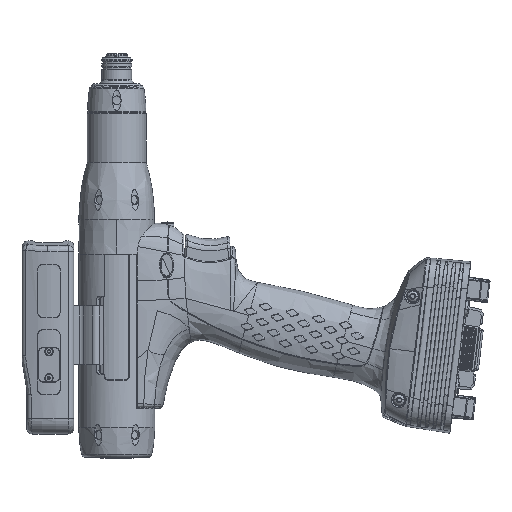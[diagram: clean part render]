
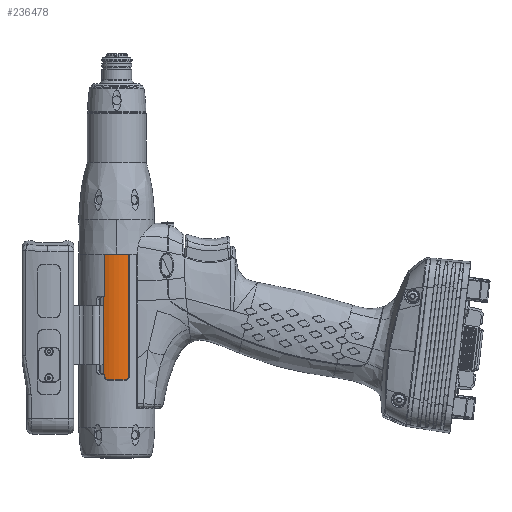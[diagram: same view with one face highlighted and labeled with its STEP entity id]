
A CAD part, left-side view. The second image highlights one B-rep face of the part: STEP entity #236478.
In plain terms, the highlighted cylindrical face has radius 18 mm (diameter 36 mm), a partial arc.
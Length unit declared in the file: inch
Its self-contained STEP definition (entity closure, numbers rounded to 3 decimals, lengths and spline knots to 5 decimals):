
#209184=CARTESIAN_POINT('',(-0.0315,0.00787,
-1.72441));
#209185=DIRECTION('',(0.,0.,-1.));
#209186=DIRECTION('',(-0.934,0.357,0.));
#209187=AXIS2_PLACEMENT_3D('',#209184,#209185,#209186);
#209468=CARTESIAN_POINT('',(-0.0315,0.00787,
-3.30315));
#209469=DIRECTION('',(0.,0.,-1.));
#209470=DIRECTION('',(-0.934,0.357,0.));
#209471=AXIS2_PLACEMENT_3D('',#209468,#209469,#209470);
#209494=CARTESIAN_POINT('',(-0.0315,0.00787,
-0.87795));
#209495=DIRECTION('',(0.,0.,-1.));
#209496=DIRECTION('',(-0.93,-0.367,0.));
#209497=AXIS2_PLACEMENT_3D('',#209494,#209495,#209496);
#209499=DIRECTION('',(0.,0.,-1.));
#209500=VECTOR('',#209499,2.46063);
#209501=CARTESIAN_POINT('',(-0.6908,-0.25197,
-0.87795));
#209502=LINE('',#209501,#209500);
#209503=CARTESIAN_POINT('',(-0.72153,-0.15354,
-3.43701));
#209504=CARTESIAN_POINT('',(-0.71998,-0.16018,
-3.43701));
#209505=CARTESIAN_POINT('',(-0.71674,-0.17315,
-3.4357));
#209506=CARTESIAN_POINT('',(-0.71147,-0.19202,
-3.42988));
#209507=CARTESIAN_POINT('',(-0.70617,-0.20917,
-3.42055));
#209508=CARTESIAN_POINT('',(-0.70119,-0.22401,
-3.40818));
#209509=CARTESIAN_POINT('',(-0.69687,-0.23609,
-3.39331));
#209510=CARTESIAN_POINT('',(-0.6935,-0.24506,
-3.37647));
#209511=CARTESIAN_POINT('',(-0.69131,-0.25068,
-3.35796));
#209512=CARTESIAN_POINT('',(-0.6908,-0.25197,
-3.34515));
#209513=CARTESIAN_POINT('',(-0.6908,-0.25197,
-3.33858));
#209515=CARTESIAN_POINT('',(-0.72153,-0.15354,
-3.43701));
#209516=CARTESIAN_POINT('',(-0.72974,-0.11842,
-3.43701));
#209517=CARTESIAN_POINT('',(-0.74064,-0.04791,
-3.43695));
#209518=CARTESIAN_POINT('',(-0.74107,0.06015,
-3.43721));
#209519=CARTESIAN_POINT('',(-0.7301,0.13061,
-3.43657));
#209520=CARTESIAN_POINT('',(-0.72206,0.16575,
-3.43657));
#209522=DIRECTION('',(0.,0.,1.));
#209523=VECTOR('',#209522,1.57874);
#209524=CARTESIAN_POINT('',(-0.6908,0.26772,
-3.30315));
#209525=LINE('',#209524,#209523);
#209557=DIRECTION('',(0.,0.,-1.));
#209558=VECTOR('',#209557,0.84646);
#209559=CARTESIAN_POINT('',(-0.69336,0.26114,
-0.87795));
#209560=LINE('',#209559,#209558);
#209640=DIRECTION('',(0.,0.,-1.));
#209641=VECTOR('',#209640,0.0315);
#209642=CARTESIAN_POINT('',(-0.69336,0.26114,
-3.30315));
#209643=LINE('',#209642,#209641);
#209653=CARTESIAN_POINT('',(-0.69336,0.26114,
-3.33465));
#209654=CARTESIAN_POINT('',(-0.69336,0.26114,
-3.34327));
#209655=CARTESIAN_POINT('',(-0.6941,0.25921,
-3.35996));
#209656=CARTESIAN_POINT('',(-0.69745,0.25027,
-3.38439));
#209657=CARTESIAN_POINT('',(-0.70248,0.23612,
-3.40498));
#209658=CARTESIAN_POINT('',(-0.70841,0.21785,
-3.42117));
#209659=CARTESIAN_POINT('',(-0.71536,0.19482,
-3.43229));
#209660=CARTESIAN_POINT('',(-0.71972,0.17599,
-3.43655));
#209661=CARTESIAN_POINT('',(-0.72206,0.16575,
-3.43657));
#231521=VERTEX_POINT('',#209503);
#231522=VERTEX_POINT('',#209513);
#231527=CARTESIAN_POINT('',(-0.69336,0.26114,
-1.72441));
#231528=CARTESIAN_POINT('',(-0.6908,0.26772,
-1.72441));
#231529=VERTEX_POINT('',#231527);
#231530=VERTEX_POINT('',#231528);
#231535=CARTESIAN_POINT('',(-0.69336,0.26114,
-3.30315));
#231536=CARTESIAN_POINT('',(-0.6908,0.26772,
-3.30315));
#231537=VERTEX_POINT('',#231535);
#231538=VERTEX_POINT('',#231536);
#231541=CARTESIAN_POINT('',(-0.69336,0.26114,
-3.33465));
#231542=VERTEX_POINT('',#231541);
#231543=VERTEX_POINT('',#209661);
#231718=CARTESIAN_POINT('',(-0.69336,0.26114,
-0.87795));
#231719=VERTEX_POINT('',#231718);
#231763=CARTESIAN_POINT('',(-0.6908,-0.25197,
-0.87795));
#231764=VERTEX_POINT('',#231763);
#236455=CARTESIAN_POINT('',(-0.0315,0.00787,
-3.98819));
#236456=DIRECTION('',(0.,0.,-1.));
#236457=DIRECTION('',(0.,-1.,0.));
#236458=AXIS2_PLACEMENT_3D('',#236455,#236456,#236457);
#236459=CYLINDRICAL_SURFACE('',#236458,0.70866);
#236461=ORIENTED_EDGE('',*,*,#236460,.F.);
#236463=ORIENTED_EDGE('',*,*,#236462,.T.);
#236465=ORIENTED_EDGE('',*,*,#236464,.F.);
#236466=ORIENTED_EDGE('',*,*,#236149,.T.);
#236468=ORIENTED_EDGE('',*,*,#236467,.F.);
#236470=ORIENTED_EDGE('',*,*,#236469,.F.);
#236471=ORIENTED_EDGE('',*,*,#236422,.T.);
#236472=ORIENTED_EDGE('',*,*,#236448,.T.);
#236473=ORIENTED_EDGE('',*,*,#236003,.F.);
#236475=ORIENTED_EDGE('',*,*,#236474,.F.);
#236476=EDGE_LOOP('',(#236461,#236463,#236465,#236466,#236468,#236470,#236471,
#236472,#236473,#236475));
#236477=FACE_OUTER_BOUND('',#236476,.F.);
#236478=ADVANCED_FACE('',(#236477),#236459,.T.);
#209188=CIRCLE('',#209187,0.70866);
#209472=CIRCLE('',#209471,0.70866);
#209498=CIRCLE('',#209497,0.70866);
#209514=B_SPLINE_CURVE_WITH_KNOTS('',3,(#209503,#209504,#209505,#209506,#209507,
#209508,#209509,#209510,#209511,#209512,#209513),.UNSPECIFIED.,.F.,.F.,(4,1,1,1,
1,1,1,1,4),(0.,0.125,0.25,0.375,0.5,0.625,0.75,0.875,1.),
.UNSPECIFIED.);
#209521=B_SPLINE_CURVE_WITH_KNOTS('',3,(#209515,#209516,#209517,#209518,#209519,
#209520),.UNSPECIFIED.,.F.,.F.,(4,1,1,4),(0.,0.33333,
0.66667,1.),.UNSPECIFIED.);
#209662=B_SPLINE_CURVE_WITH_KNOTS('',3,(#209653,#209654,#209655,#209656,#209657,
#209658,#209659,#209660,#209661),.UNSPECIFIED.,.F.,.F.,(4,1,1,1,1,1,4),(0.,
0.16667,0.33333,0.5,0.66667,0.83333,
1.),.UNSPECIFIED.);
#236003=EDGE_CURVE('',#231529,#231530,#209188,.T.);
#236149=EDGE_CURVE('',#231521,#231543,#209521,.T.);
#236422=EDGE_CURVE('',#231537,#231538,#209472,.T.);
#236448=EDGE_CURVE('',#231538,#231530,#209525,.T.);
#236460=EDGE_CURVE('',#231764,#231719,#209498,.T.);
#236462=EDGE_CURVE('',#231764,#231522,#209502,.T.);
#236464=EDGE_CURVE('',#231521,#231522,#209514,.T.);
#236467=EDGE_CURVE('',#231542,#231543,#209662,.T.);
#236469=EDGE_CURVE('',#231537,#231542,#209643,.T.);
#236474=EDGE_CURVE('',#231719,#231529,#209560,.T.);
